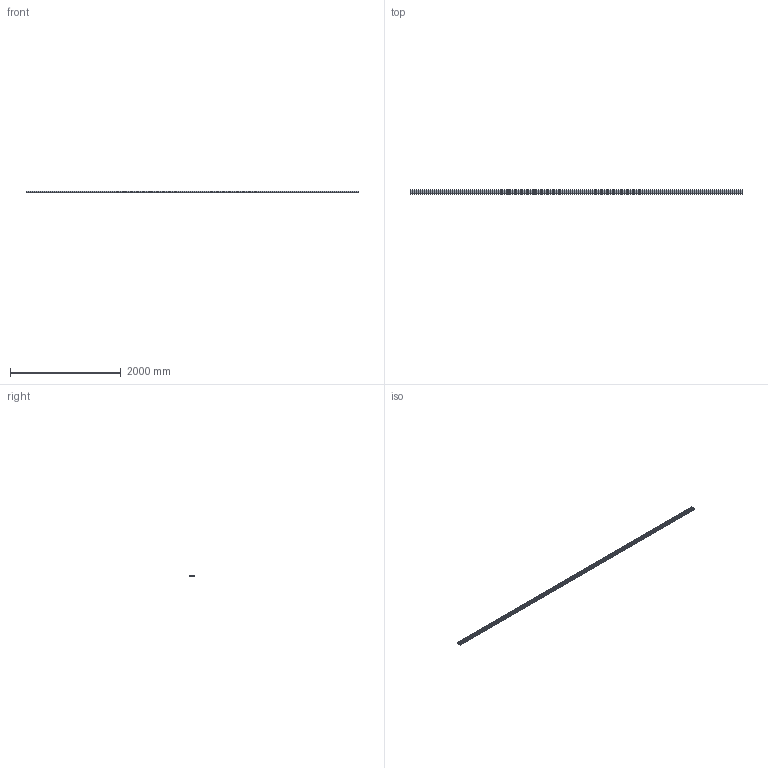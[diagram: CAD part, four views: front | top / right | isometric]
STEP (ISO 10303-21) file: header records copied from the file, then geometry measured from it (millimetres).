
FILE_DESCRIPTION (( 'STEP AP203' ), '1' );
FILE_NAME ('20203400_Profil 5 20x80_0.step', '2021-06-18T12:29:48', ( '' ), ( '' ), 'SwSTEP 2.0', 'SolidWorks 2021', '' );
FILE_SCHEMA (( 'CONFIG_CONTROL_DESIGN' ));
Length unit declared in the file: millimetre
Products named in the file (1): 20203400_Profil 5 20x80_0
Bounding box: 6000 x 80 x 20 mm (x, y, z)
Volume: 3764357.5 mm3; surface area: 3468001.2 mm2
Topology: 1 solids, 1 shells, 219 faces, 651 edges, 434 vertices
Faces by surface type: cylinder 115, plane 104
Entity records: 7520 total; most frequent: DIRECTION 1321, CARTESIAN_POINT 1305, ORIENTED_EDGE 1302, EDGE_CURVE 651, AXIS2_PLACEMENT_3D 450, VERTEX_POINT 434, VECTOR 421, LINE 421
